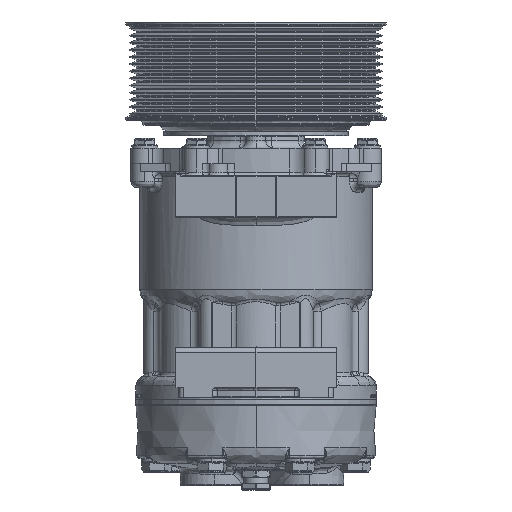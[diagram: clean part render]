
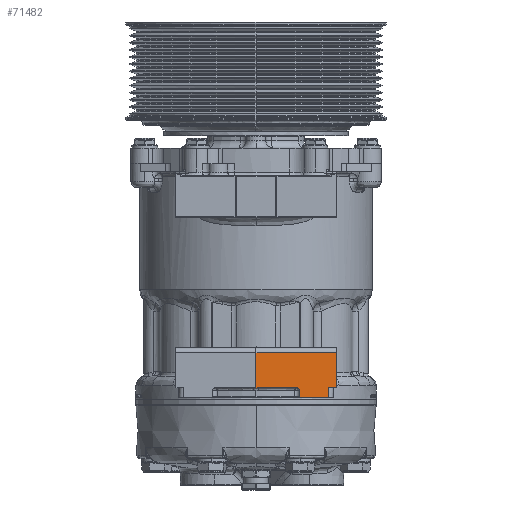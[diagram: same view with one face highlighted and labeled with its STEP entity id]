
A CAD part, front view. The second image highlights one B-rep face of the part: STEP entity #71482.
In plain terms, the highlighted planar face has unit normal (0.049, -0.999, 0).
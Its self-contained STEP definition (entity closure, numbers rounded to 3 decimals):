
#4240 = VERTEX_POINT ( 'NONE', #41158 ) ;
#4244 = VERTEX_POINT ( 'NONE', #41149 ) ;
#4247 = EDGE_CURVE ( 'NONE', #4240, #4244, #41135, .T. ) ;
#41132 = DIRECTION ( 'NONE',  ( -0.026, -0.001, 1. ) ) ;
#41133 = VECTOR ( 'NONE', #41132, 1000. ) ;
#41134 = CARTESIAN_POINT ( 'NONE',  ( 22.979, -73.929, -57.097 ) ) ;
#41135 = LINE ( 'NONE', #41134, #41133 ) ;
#41149 = CARTESIAN_POINT ( 'NONE',  ( 22.9, -73.933, -54.058 ) ) ;
#41158 = CARTESIAN_POINT ( 'NONE',  ( 22.979, -73.929, -57.097 ) ) ;
#69844 = EDGE_CURVE ( 'NONE', #4244, #165937, #94420, .T. ) ;
#69859 = EDGE_CURVE ( 'NONE', #165937, #69863, #94408, .T. ) ;
#69863 = VERTEX_POINT ( 'NONE', #94402 ) ;
#71291 = VERTEX_POINT ( 'NONE', #100139 ) ;
#71296 = EDGE_CURVE ( 'NONE', #71291, #83409, #100098, .T. ) ;
#71441 = ORIENTED_EDGE ( 'NONE', *, *, #69844, .F. ) ;
#71445 = ORIENTED_EDGE ( 'NONE', *, *, #4247, .F. ) ;
#71448 = ORIENTED_EDGE ( 'NONE', *, *, #84048, .F. ) ;
#71451 = ORIENTED_EDGE ( 'NONE', *, *, #71454, .F. ) ;
#71454 = EDGE_CURVE ( 'NONE', #83414, #84042, #100617, .T. ) ;
#71457 = ORIENTED_EDGE ( 'NONE', *, *, #83412, .F. ) ;
#71482 = ADVANCED_FACE ( 'NONE', ( #100640 ), #100636, .F. ) ;
#71486 = EDGE_LOOP ( 'NONE', ( #71489, #71492, #71501, #71509, #71513, #71441, #71445, #71448, #71451, #71457 ) ) ;
#71489 = ORIENTED_EDGE ( 'NONE', *, *, #71296, .F. ) ;
#71492 = ORIENTED_EDGE ( 'NONE', *, *, #71495, .T. ) ;
#71495 = EDGE_CURVE ( 'NONE', #71291, #71498, #100774, .T. ) ;
#71498 = VERTEX_POINT ( 'NONE', #100766 ) ;
#71501 = ORIENTED_EDGE ( 'NONE', *, *, #71504, .F. ) ;
#71504 = EDGE_CURVE ( 'NONE', #71507, #71498, #100761, .T. ) ;
#71507 = VERTEX_POINT ( 'NONE', #100754 ) ;
#71509 = ORIENTED_EDGE ( 'NONE', *, *, #71511, .T. ) ;
#71511 = EDGE_CURVE ( 'NONE', #71507, #69863, #100748, .T. ) ;
#71513 = ORIENTED_EDGE ( 'NONE', *, *, #69859, .F. ) ;
#83409 = VERTEX_POINT ( 'NONE', #148599 ) ;
#83412 = EDGE_CURVE ( 'NONE', #83409, #83414, #148603, .T. ) ;
#83414 = VERTEX_POINT ( 'NONE', #148590 ) ;
#84042 = VERTEX_POINT ( 'NONE', #151136 ) ;
#84048 = EDGE_CURVE ( 'NONE', #84042, #4240, #151251, .T. ) ;
#94395 = CARTESIAN_POINT ( 'NONE',  ( 22.696, -73.943, -53.335 ) ) ;
#94397 = CARTESIAN_POINT ( 'NONE',  ( 22.743, -73.94, -53.422 ) ) ;
#94399 = CARTESIAN_POINT ( 'NONE',  ( 22.857, -73.935, -53.688 ) ) ;
#94402 = CARTESIAN_POINT ( 'NONE',  ( 1.019, -75., -52.597 ) ) ;
#94404 = DIRECTION ( 'NONE',  ( -0.999, -0.049, 0. ) ) ;
#94406 = VECTOR ( 'NONE', #94404, 1000. ) ;
#94407 = CARTESIAN_POINT ( 'NONE',  ( 41.019, -73.049, -52.597 ) ) ;
#94408 = LINE ( 'NONE', #94407, #94406 ) ;
#94414 = CARTESIAN_POINT ( 'NONE',  ( 22.895, -73.933, -53.875 ) ) ;
#94416 = CARTESIAN_POINT ( 'NONE',  ( 22.9, -73.933, -54.058 ) ) ;
#94420 = B_SPLINE_CURVE_WITH_KNOTS ( 'NONE', 3,
 ( #94416, #94414, #94399, #94397, #94395, #94511, #94510, #94509, #94508, #94507, #94506, #94505, #94504, #94503, #94502, #94501, #94500, #94499, #94498 ),
 .UNSPECIFIED., .F., .F.,
 ( 4, 2, 2, 2, 1, 1, 1, 2, 2, 2, 4 ),
 ( 0., 0.25, 0.375, 0.438, 0.469, 0.484, 0.492, 0.496, 0.5, 0.75, 1. ),
 .UNSPECIFIED. ) ;
#94498 = CARTESIAN_POINT ( 'NONE',  ( 21.4, -74.006, -52.597 ) ) ;
#94499 = CARTESIAN_POINT ( 'NONE',  ( 21.655, -73.993, -52.597 ) ) ;
#94500 = CARTESIAN_POINT ( 'NONE',  ( 21.876, -73.983, -52.661 ) ) ;
#94501 = CARTESIAN_POINT ( 'NONE',  ( 22.224, -73.966, -52.828 ) ) ;
#94502 = CARTESIAN_POINT ( 'NONE',  ( 22.353, -73.959, -52.931 ) ) ;
#94503 = CARTESIAN_POINT ( 'NONE',  ( 22.449, -73.955, -53.024 ) ) ;
#94504 = CARTESIAN_POINT ( 'NONE',  ( 22.452, -73.955, -53.027 ) ) ;
#94505 = CARTESIAN_POINT ( 'NONE',  ( 22.456, -73.954, -53.031 ) ) ;
#94506 = CARTESIAN_POINT ( 'NONE',  ( 22.463, -73.954, -53.038 ) ) ;
#94507 = CARTESIAN_POINT ( 'NONE',  ( 22.479, -73.953, -53.054 ) ) ;
#94508 = CARTESIAN_POINT ( 'NONE',  ( 22.509, -73.952, -53.086 ) ) ;
#94509 = CARTESIAN_POINT ( 'NONE',  ( 22.534, -73.951, -53.114 ) ) ;
#94510 = CARTESIAN_POINT ( 'NONE',  ( 22.583, -73.948, -53.172 ) ) ;
#94511 = CARTESIAN_POINT ( 'NONE',  ( 22.613, -73.947, -53.212 ) ) ;
#100093 = DIRECTION ( 'NONE',  ( -0.999, -0.049, 0. ) ) ;
#100094 = VECTOR ( 'NONE', #100093, 1000. ) ;
#100096 = CARTESIAN_POINT ( 'NONE',  ( 41.019, -73.049, -52.597 ) ) ;
#100098 = LINE ( 'NONE', #100096, #100094 ) ;
#100139 = CARTESIAN_POINT ( 'NONE',  ( 41.019, -73.049, -52.597 ) ) ;
#100562 = DIRECTION ( 'NONE',  ( -0.999, -0.049, 0. ) ) ;
#100564 = VECTOR ( 'NONE', #100562, 1000. ) ;
#100566 = CARTESIAN_POINT ( 'NONE',  ( 37.141, -73.238, -57.597 ) ) ;
#100617 = LINE ( 'NONE', #100566, #100564 ) ;
#100636 = PLANE ( 'NONE',  #100784 ) ;
#100640 = FACE_OUTER_BOUND ( 'NONE', #71486, .T. ) ;
#100743 = DIRECTION ( 'NONE',  ( 0., 0., -1. ) ) ;
#100745 = VECTOR ( 'NONE', #100743, 1000. ) ;
#100747 = CARTESIAN_POINT ( 'NONE',  ( 1.019, -75., -57.597 ) ) ;
#100748 = LINE ( 'NONE', #100747, #100745 ) ;
#100754 = CARTESIAN_POINT ( 'NONE',  ( 1.019, -75., -35.097 ) ) ;
#100756 = DIRECTION ( 'NONE',  ( 0.999, 0.049, 0. ) ) ;
#100757 = VECTOR ( 'NONE', #100756, 1000. ) ;
#100759 = CARTESIAN_POINT ( 'NONE',  ( 0.778, -75.012, -35.097 ) ) ;
#100761 = LINE ( 'NONE', #100759, #100757 ) ;
#100766 = CARTESIAN_POINT ( 'NONE',  ( 41.019, -73.049, -35.097 ) ) ;
#100769 = DIRECTION ( 'NONE',  ( 0., 0., 1. ) ) ;
#100770 = VECTOR ( 'NONE', #100769, 1000. ) ;
#100772 = CARTESIAN_POINT ( 'NONE',  ( 41.019, -73.049, -52.597 ) ) ;
#100774 = LINE ( 'NONE', #100772, #100770 ) ;
#100779 = DIRECTION ( 'NONE',  ( -0.999, -0.049, 0. ) ) ;
#100781 = DIRECTION ( 'NONE',  ( -0.049, 0.999, 0. ) ) ;
#100783 = CARTESIAN_POINT ( 'NONE',  ( 41.019, -73.049, -57.597 ) ) ;
#100784 = AXIS2_PLACEMENT_3D ( 'NONE', #100783, #100781, #100779 ) ;
#148548 = VECTOR ( 'NONE', #148593, 1000. ) ;
#148550 = CARTESIAN_POINT ( 'NONE',  ( 37.141, -73.238, -57.597 ) ) ;
#148590 = CARTESIAN_POINT ( 'NONE',  ( 37.141, -73.238, -57.597 ) ) ;
#148593 = DIRECTION ( 'NONE',  ( 0., 0., -1. ) ) ;
#148599 = CARTESIAN_POINT ( 'NONE',  ( 37.141, -73.238, -52.597 ) ) ;
#148603 = LINE ( 'NONE', #148550, #148548 ) ;
#151136 = CARTESIAN_POINT ( 'NONE',  ( 23.506, -73.903, -57.597 ) ) ;
#151246 = DIRECTION ( 'NONE',  ( -0.725, -0.035, 0.688 ) ) ;
#151248 = VECTOR ( 'NONE', #151246, 1000. ) ;
#151250 = CARTESIAN_POINT ( 'NONE',  ( 23.506, -73.903, -57.597 ) ) ;
#151251 = LINE ( 'NONE', #151250, #151248 ) ;
#165937 = VERTEX_POINT ( 'NONE', #191898 ) ;
#191898 = CARTESIAN_POINT ( 'NONE',  ( 21.4, -74.006, -52.597 ) ) ;
